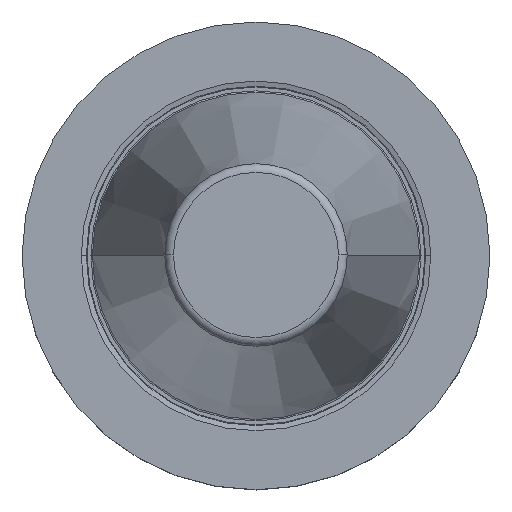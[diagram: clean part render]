
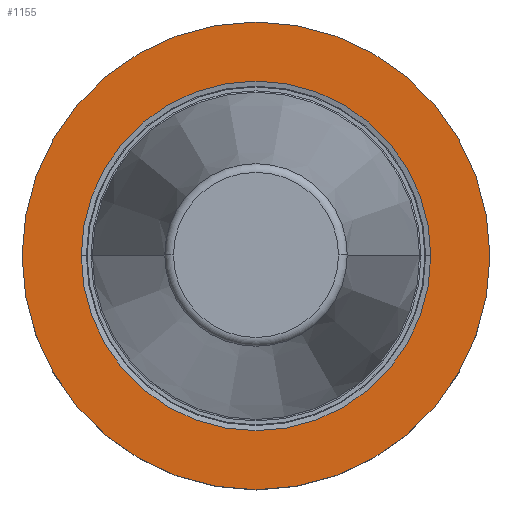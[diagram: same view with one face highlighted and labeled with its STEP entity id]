
A CAD part, top view. The second image highlights one B-rep face of the part: STEP entity #1155.
In plain terms, the highlighted planar face has unit normal (0, 0, 1).
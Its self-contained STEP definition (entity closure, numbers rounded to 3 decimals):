
#112=CARTESIAN_POINT('',(0.,0.,-3.2));
#113=DIRECTION('',(0.,0.,1.));
#114=DIRECTION('',(1.,0.,0.));
#115=AXIS2_PLACEMENT_3D('',#112,#113,#114);
#120=CARTESIAN_POINT('',(0.,0.,-3.2));
#121=DIRECTION('',(0.,0.,-1.));
#122=DIRECTION('',(1.,0.,0.));
#123=AXIS2_PLACEMENT_3D('',#120,#121,#122);
#128=CARTESIAN_POINT('',(0.,0.,-3.2));
#129=DIRECTION('',(0.,0.,1.));
#130=DIRECTION('',(1.,0.,0.));
#131=AXIS2_PLACEMENT_3D('',#128,#129,#130);
#136=CARTESIAN_POINT('',(0.,0.,-3.2));
#137=DIRECTION('',(0.,0.,1.));
#138=DIRECTION('',(-1.,0.,0.));
#139=AXIS2_PLACEMENT_3D('',#136,#137,#138);
#968=CARTESIAN_POINT('',(31.775,0.,-3.2));
#969=CARTESIAN_POINT('',(-31.775,0.,-3.2));
#970=VERTEX_POINT('',#968);
#971=VERTEX_POINT('',#969);
#1034=CARTESIAN_POINT('',(23.746,0.,-3.2));
#1035=VERTEX_POINT('',#1034);
#1038=CARTESIAN_POINT('',(-23.746,0.,-3.2));
#1039=VERTEX_POINT('',#1038);
#1140=CARTESIAN_POINT('',(0.,0.,-3.2));
#1141=DIRECTION('',(0.,0.,-1.));
#1142=DIRECTION('',(-1.,0.,0.));
#1143=AXIS2_PLACEMENT_3D('',#1140,#1141,#1142);
#1144=PLANE('',#1143);
#1145=ORIENTED_EDGE('',*,*,#1120,.F.);
#1146=ORIENTED_EDGE('',*,*,#1061,.T.);
#1147=EDGE_LOOP('',(#1145,#1146));
#1148=FACE_OUTER_BOUND('',#1147,.F.);
#1150=ORIENTED_EDGE('',*,*,#1149,.T.);
#1152=ORIENTED_EDGE('',*,*,#1151,.T.);
#1153=EDGE_LOOP('',(#1150,#1152));
#1154=FACE_BOUND('',#1153,.F.);
#1155=ADVANCED_FACE('',(#1148,#1154),#1144,.F.);
#116=CIRCLE('',#115,31.775);
#124=CIRCLE('',#123,31.775);
#132=CIRCLE('',#131,23.746);
#140=CIRCLE('',#139,23.746);
#1061=EDGE_CURVE('',#970,#971,#124,.T.);
#1120=EDGE_CURVE('',#970,#971,#116,.T.);
#1149=EDGE_CURVE('',#1035,#1039,#132,.T.);
#1151=EDGE_CURVE('',#1039,#1035,#140,.T.);
